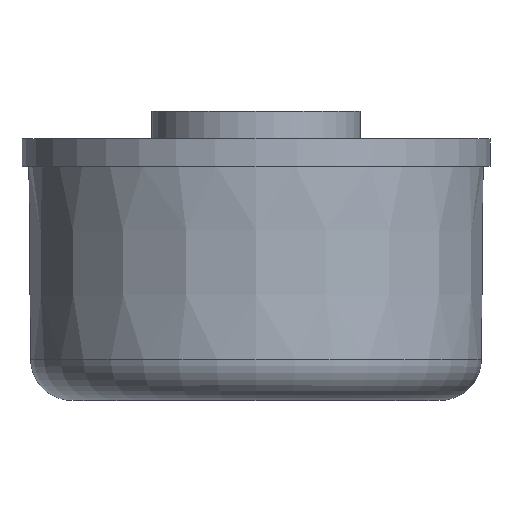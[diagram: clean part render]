
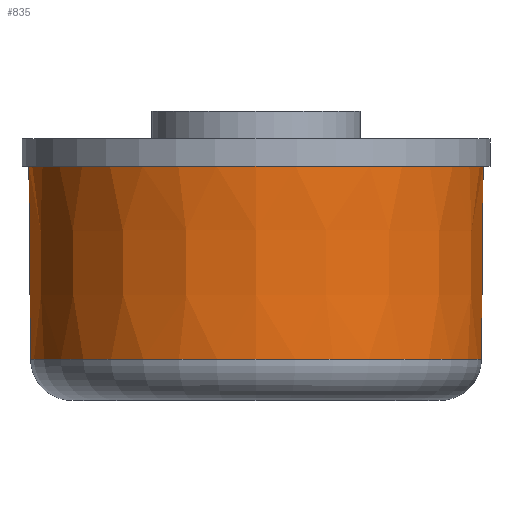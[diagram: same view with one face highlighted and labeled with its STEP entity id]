
A CAD part, top view. The second image highlights one B-rep face of the part: STEP entity #835.
In plain terms, the highlighted conical face has half-angle 0.5 degrees and reference radius 16.439 mm.
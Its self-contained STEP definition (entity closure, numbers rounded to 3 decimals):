
#273=CARTESIAN_POINT('',(0.,17.,0.));
#274=DIRECTION('',(0.,-1.,0.));
#275=DIRECTION('',(1.,0.,0.));
#276=AXIS2_PLACEMENT_3D('',#273,#274,#275);
#283=DIRECTION('',(0.009,1.,0.));
#284=VECTOR('',#283,14.027);
#285=CARTESIAN_POINT('',(16.378,2.974,
0.));
#286=LINE('',#285,#284);
#287=DIRECTION('',(-0.009,1.,0.));
#288=VECTOR('',#287,14.027);
#289=CARTESIAN_POINT('',(-16.378,2.974,
0.));
#290=LINE('',#289,#288);
#301=CARTESIAN_POINT('',(0.,2.974,0.));
#302=DIRECTION('',(0.,1.,0.));
#303=DIRECTION('',(-1.,0.,0.));
#304=AXIS2_PLACEMENT_3D('',#301,#302,#303);
#344=CARTESIAN_POINT('',(16.5,17.,0.));
#345=CARTESIAN_POINT('',(-16.5,17.,0.));
#346=VERTEX_POINT('',#344);
#347=VERTEX_POINT('',#345);
#352=CARTESIAN_POINT('',(16.378,2.974,0.));
#353=CARTESIAN_POINT('',(-16.378,2.974,0.));
#354=VERTEX_POINT('',#352);
#355=VERTEX_POINT('',#353);
#824=CARTESIAN_POINT('',(0.,9.987,0.));
#825=DIRECTION('',(0.,1.,0.));
#826=DIRECTION('',(1.,0.,0.));
#827=AXIS2_PLACEMENT_3D('',#824,#825,#826);
#828=CONICAL_SURFACE('',#827,16.439,0.5);
#829=ORIENTED_EDGE('',*,*,#816,.F.);
#830=ORIENTED_EDGE('',*,*,#792,.T.);
#831=ORIENTED_EDGE('',*,*,#777,.F.);
#832=ORIENTED_EDGE('',*,*,#789,.F.);
#833=EDGE_LOOP('',(#829,#830,#831,#832));
#834=FACE_OUTER_BOUND('',#833,.F.);
#835=ADVANCED_FACE('',(#834),#828,.T.);
#277=CIRCLE('',#276,16.5);
#305=CIRCLE('',#304,16.378);
#777=EDGE_CURVE('',#346,#347,#277,.T.);
#789=EDGE_CURVE('',#354,#346,#286,.T.);
#792=EDGE_CURVE('',#355,#347,#290,.T.);
#816=EDGE_CURVE('',#355,#354,#305,.T.);
